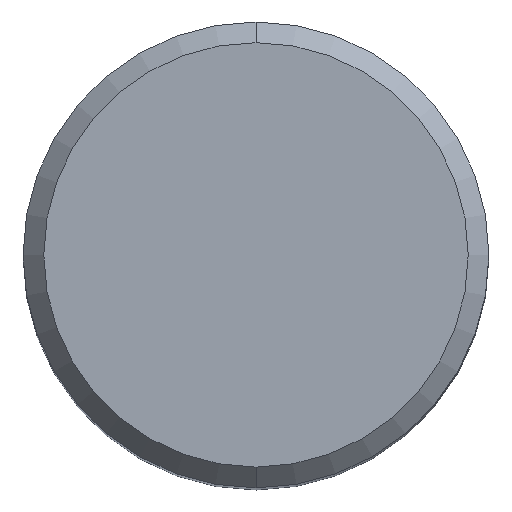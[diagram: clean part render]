
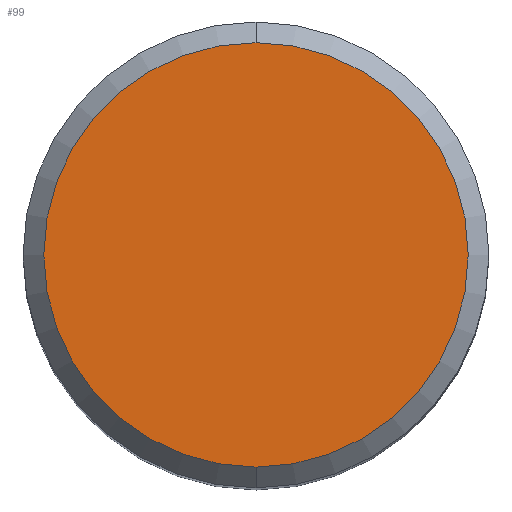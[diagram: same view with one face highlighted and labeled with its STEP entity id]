
A CAD part, top view. The second image highlights one B-rep face of the part: STEP entity #99.
In plain terms, the highlighted planar face has unit normal (0, 0, 1).
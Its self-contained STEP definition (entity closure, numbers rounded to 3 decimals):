
#99=ADVANCED_FACE('',(#250),#251,.T.);
#127=EDGE_CURVE('',#197,#199,#280,.T.);
#137=EDGE_CURVE('',#199,#197,#292,.T.);
#197=VERTEX_POINT('',#360);
#199=VERTEX_POINT('',#362);
#250=FACE_OUTER_BOUND('',#410,.T.);
#251=PLANE('',#411);
#280=CIRCLE('',#451,8.2);
#292=CIRCLE('',#466,8.2);
#360=CARTESIAN_POINT('',(0.,-8.2,0.));
#362=CARTESIAN_POINT('',(0.0,8.2,0.));
#410=EDGE_LOOP('',(#602,#603));
#411=AXIS2_PLACEMENT_3D('',#604,#605,#606);
#451=AXIS2_PLACEMENT_3D('',#629,#630,#631);
#466=AXIS2_PLACEMENT_3D('',#649,#650,#651);
#602=ORIENTED_EDGE('',*,*,#137,.F.);
#603=ORIENTED_EDGE('',*,*,#127,.F.);
#604=CARTESIAN_POINT('',(0.0,4.1,0.));
#605=DIRECTION('',(-0.0,0.0,1.0));
#606=DIRECTION('',(0.0,-1.0,0.0));
#629=CARTESIAN_POINT('',(0.0,0.0,0.));
#630=DIRECTION('',(0.0,0.0,-1.0));
#631=DIRECTION('',(0.0,1.0,0.0));
#649=CARTESIAN_POINT('',(0.0,0.0,0.));
#650=DIRECTION('',(0.0,0.0,-1.0));
#651=DIRECTION('',(0.0,1.0,0.0));
